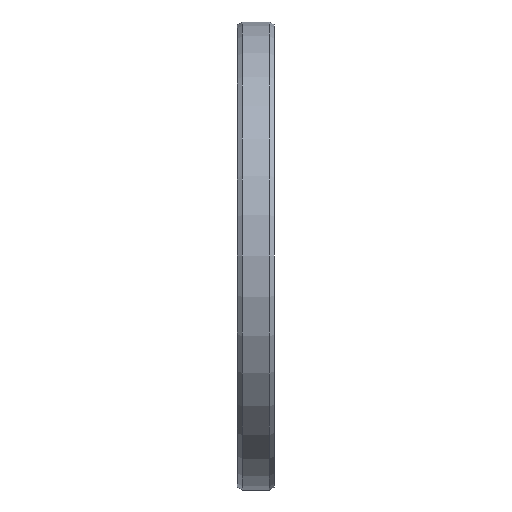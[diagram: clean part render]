
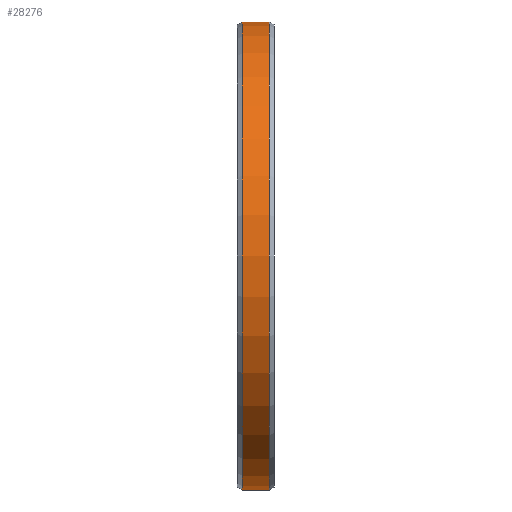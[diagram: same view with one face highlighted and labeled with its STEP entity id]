
A CAD part, left-side view. The second image highlights one B-rep face of the part: STEP entity #28276.
In plain terms, the highlighted cylindrical face has radius 95 mm (diameter 190 mm), a partial arc.
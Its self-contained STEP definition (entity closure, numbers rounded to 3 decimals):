
#27306=CARTESIAN_POINT('',(0.,-5.5,0.));
#27307=DIRECTION('',(0.,1.,0.));
#27308=DIRECTION('',(0.,0.,-1.));
#27309=AXIS2_PLACEMENT_3D('',#27306,#27307,#27308);
#27314=DIRECTION('',(0.,1.,0.));
#27315=VECTOR('',#27314,11.);
#27316=CARTESIAN_POINT('',(0.,-5.5,-95.));
#27317=LINE('',#27316,#27315);
#27329=DIRECTION('',(0.,1.,0.));
#27330=VECTOR('',#27329,11.);
#27331=CARTESIAN_POINT('',(0.,-5.5,95.));
#27332=LINE('',#27331,#27330);
#27358=CARTESIAN_POINT('',(0.,5.5,0.));
#27359=DIRECTION('',(0.,1.,0.));
#27360=DIRECTION('',(0.,0.,-1.));
#27361=AXIS2_PLACEMENT_3D('',#27358,#27359,#27360);
#27725=CARTESIAN_POINT('',(0.,-5.5,-95.));
#27727=VERTEX_POINT('',#27725);
#27728=CARTESIAN_POINT('',(0.,5.5,-95.));
#27729=VERTEX_POINT('',#27728);
#27765=CARTESIAN_POINT('',(0.,-5.5,95.));
#27767=VERTEX_POINT('',#27765);
#27768=CARTESIAN_POINT('',(0.,5.5,95.));
#27769=VERTEX_POINT('',#27768);
#28262=CARTESIAN_POINT('',(0.,-8.25,0.));
#28263=DIRECTION('',(0.,1.,0.));
#28264=DIRECTION('',(0.,0.,-1.));
#28265=AXIS2_PLACEMENT_3D('',#28262,#28263,#28264);
#28266=CYLINDRICAL_SURFACE('',#28265,95.);
#28268=ORIENTED_EDGE('',*,*,#28267,.T.);
#28270=ORIENTED_EDGE('',*,*,#28269,.T.);
#28272=ORIENTED_EDGE('',*,*,#28271,.F.);
#28273=ORIENTED_EDGE('',*,*,#28248,.F.);
#28274=EDGE_LOOP('',(#28268,#28270,#28272,#28273));
#28275=FACE_OUTER_BOUND('',#28274,.F.);
#27310=CIRCLE('',#27309,95.);
#27362=CIRCLE('',#27361,95.);
#28248=EDGE_CURVE('',#27727,#27767,#27310,.T.);
#28267=EDGE_CURVE('',#27727,#27729,#27317,.T.);
#28269=EDGE_CURVE('',#27729,#27769,#27362,.T.);
#28271=EDGE_CURVE('',#27767,#27769,#27332,.T.);
#28276=ADVANCED_FACE('',(#28275),#28266,.T.);
